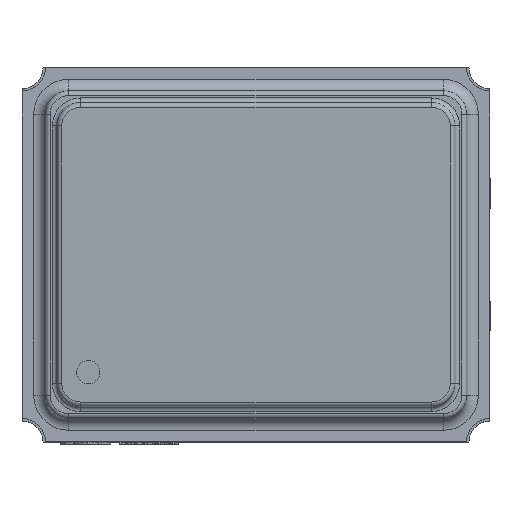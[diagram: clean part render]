
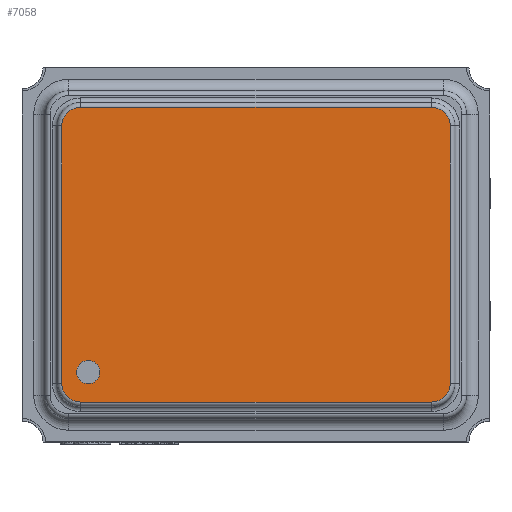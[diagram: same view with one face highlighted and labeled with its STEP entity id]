
A CAD part, top view. The second image highlights one B-rep face of the part: STEP entity #7058.
In plain terms, the highlighted planar face has unit normal (0, 0, 1).
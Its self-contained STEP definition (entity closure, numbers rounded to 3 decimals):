
#174 = ORIENTED_EDGE ( 'NONE', *, *, #4577, .T. ) ;
#211 = CARTESIAN_POINT ( 'NONE',  ( -0.83, 0.55, 0.28 ) ) ;
#336 = CARTESIAN_POINT ( 'NONE',  ( 0.75, -0.63, 0.28 ) ) ;
#777 = DIRECTION ( 'NONE',  ( 0., 0., -1. ) ) ;
#1055 = AXIS2_PLACEMENT_3D ( 'NONE', #10381, #10126, #6438 ) ;
#1096 = AXIS2_PLACEMENT_3D ( 'NONE', #7028, #14477, #9579 ) ;
#1269 = VERTEX_POINT ( 'NONE', #14582 ) ;
#1491 = VERTEX_POINT ( 'NONE', #1935 ) ;
#1514 = VERTEX_POINT ( 'NONE', #6955 ) ;
#1839 = VERTEX_POINT ( 'NONE', #12917 ) ;
#1935 = CARTESIAN_POINT ( 'NONE',  ( -0.83, -0.55, 0.28 ) ) ;
#2158 = VECTOR ( 'NONE', #8324, 1000. ) ;
#2202 = VECTOR ( 'NONE', #11935, 1000. ) ;
#2288 = CARTESIAN_POINT ( 'NONE',  ( -0.83, -0.65, 0.28 ) ) ;
#2520 = LINE ( 'NONE', #10082, #13382 ) ;
#2591 = AXIS2_PLACEMENT_3D ( 'NONE', #14658, #13315, #3719 ) ;
#2599 = DIRECTION ( 'NONE',  ( 1., 0., 0. ) ) ;
#2676 = CIRCLE ( 'NONE', #13220, 0.08 ) ;
#2908 = EDGE_CURVE ( 'NONE', #1269, #3347, #2520, .T. ) ;
#3296 = LINE ( 'NONE', #4295, #2158 ) ;
#3343 = ORIENTED_EDGE ( 'NONE', *, *, #15846, .F. ) ;
#3347 = VERTEX_POINT ( 'NONE', #336 ) ;
#3719 = DIRECTION ( 'NONE',  ( 1., 0., 0. ) ) ;
#4038 = EDGE_LOOP ( 'NONE', ( #3343, #9894, #6462, #5432, #14131, #6519, #9742, #174 ) ) ;
#4110 = VERTEX_POINT ( 'NONE', #211 ) ;
#4295 = CARTESIAN_POINT ( 'NONE',  ( 0.83, 0.65, 0.28 ) ) ;
#4577 = EDGE_CURVE ( 'NONE', #4110, #1491, #6158, .T. ) ;
#4589 = CARTESIAN_POINT ( 'NONE',  ( 0.75, -0.55, 0.28 ) ) ;
#4604 = EDGE_CURVE ( 'NONE', #4110, #10031, #10370, .T. ) ;
#4723 = DIRECTION ( 'NONE',  ( 1., 0., 0. ) ) ;
#4750 = FACE_BOUND ( 'NONE', #8733, .T. ) ;
#4752 = VERTEX_POINT ( 'NONE', #5668 ) ;
#4823 = CIRCLE ( 'NONE', #1055, 0.05 ) ;
#4870 = AXIS2_PLACEMENT_3D ( 'NONE', #15724, #8449, #9758 ) ;
#5082 = DIRECTION ( 'NONE',  ( 1., 0., 0. ) ) ;
#5333 = EDGE_CURVE ( 'NONE', #10540, #10031, #9481, .T. ) ;
#5432 = ORIENTED_EDGE ( 'NONE', *, *, #16037, .T. ) ;
#5593 = AXIS2_PLACEMENT_3D ( 'NONE', #7255, #12286, #4723 ) ;
#5668 = CARTESIAN_POINT ( 'NONE',  ( -0.667, -0.502, 0.28 ) ) ;
#5803 = DIRECTION ( 'NONE',  ( 1., 0., 0. ) ) ;
#6158 = LINE ( 'NONE', #2288, #8275 ) ;
#6438 = DIRECTION ( 'NONE',  ( 1., 0., 0. ) ) ;
#6462 = ORIENTED_EDGE ( 'NONE', *, *, #11109, .F. ) ;
#6519 = ORIENTED_EDGE ( 'NONE', *, *, #5333, .T. ) ;
#6955 = CARTESIAN_POINT ( 'NONE',  ( -0.767, -0.502, 0.28 ) ) ;
#6972 = ORIENTED_EDGE ( 'NONE', *, *, #10621, .F. ) ;
#7002 = CIRCLE ( 'NONE', #4870, 0.08 ) ;
#7028 = CARTESIAN_POINT ( 'NONE',  ( -0.717, -0.502, 0.28 ) ) ;
#7058 = ADVANCED_FACE ( 'NONE', ( #4750, #8374 ), #14733, .T. ) ;
#7255 = CARTESIAN_POINT ( 'NONE',  ( -0.75, -0.55, 0.28 ) ) ;
#7315 = DIRECTION ( 'NONE',  ( 0., 0., -1. ) ) ;
#8275 = VECTOR ( 'NONE', #12267, 1000. ) ;
#8324 = DIRECTION ( 'NONE',  ( 0., 1., 0. ) ) ;
#8374 = FACE_OUTER_BOUND ( 'NONE', #4038, .T. ) ;
#8449 = DIRECTION ( 'NONE',  ( 0., 0., -1. ) ) ;
#8733 = EDGE_LOOP ( 'NONE', ( #6972, #10538 ) ) ;
#9481 = LINE ( 'NONE', #14528, #2202 ) ;
#9579 = DIRECTION ( 'NONE',  ( 1., 0., 0. ) ) ;
#9742 = ORIENTED_EDGE ( 'NONE', *, *, #4604, .F. ) ;
#9758 = DIRECTION ( 'NONE',  ( 1., 0., 0. ) ) ;
#9894 = ORIENTED_EDGE ( 'NONE', *, *, #2908, .T. ) ;
#10031 = VERTEX_POINT ( 'NONE', #14676 ) ;
#10082 = CARTESIAN_POINT ( 'NONE',  ( 0.85, -0.63, 0.28 ) ) ;
#10126 = DIRECTION ( 'NONE',  ( 0., 0., 1. ) ) ;
#10370 = CIRCLE ( 'NONE', #14622, 0.08 ) ;
#10381 = CARTESIAN_POINT ( 'NONE',  ( -0.717, -0.502, 0.28 ) ) ;
#10538 = ORIENTED_EDGE ( 'NONE', *, *, #10759, .F. ) ;
#10540 = VERTEX_POINT ( 'NONE', #15136 ) ;
#10621 = EDGE_CURVE ( 'NONE', #4752, #1514, #14567, .T. ) ;
#10647 = VERTEX_POINT ( 'NONE', #15539 ) ;
#10759 = EDGE_CURVE ( 'NONE', #1514, #4752, #4823, .T. ) ;
#11109 = EDGE_CURVE ( 'NONE', #1839, #3347, #2676, .T. ) ;
#11935 = DIRECTION ( 'NONE',  ( -1., 0., 0. ) ) ;
#12267 = DIRECTION ( 'NONE',  ( 0., -1., 0. ) ) ;
#12286 = DIRECTION ( 'NONE',  ( 0., 0., -1. ) ) ;
#12917 = CARTESIAN_POINT ( 'NONE',  ( 0.83, -0.55, 0.28 ) ) ;
#13220 = AXIS2_PLACEMENT_3D ( 'NONE', #4589, #777, #5803 ) ;
#13315 = DIRECTION ( 'NONE',  ( 0., 0., 1. ) ) ;
#13382 = VECTOR ( 'NONE', #2599, 1000. ) ;
#14131 = ORIENTED_EDGE ( 'NONE', *, *, #14581, .F. ) ;
#14477 = DIRECTION ( 'NONE',  ( 0., 0., 1. ) ) ;
#14528 = CARTESIAN_POINT ( 'NONE',  ( -0.85, 0.63, 0.28 ) ) ;
#14567 = CIRCLE ( 'NONE', #1096, 0.05 ) ;
#14581 = EDGE_CURVE ( 'NONE', #10540, #10647, #7002, .T. ) ;
#14582 = CARTESIAN_POINT ( 'NONE',  ( -0.75, -0.63, 0.28 ) ) ;
#14622 = AXIS2_PLACEMENT_3D ( 'NONE', #16122, #7315, #5082 ) ;
#14658 = CARTESIAN_POINT ( 'NONE',  ( 0., 0., 0.28 ) ) ;
#14676 = CARTESIAN_POINT ( 'NONE',  ( -0.75, 0.63, 0.28 ) ) ;
#14733 = PLANE ( 'NONE',  #2591 ) ;
#15090 = CIRCLE ( 'NONE', #5593, 0.08 ) ;
#15136 = CARTESIAN_POINT ( 'NONE',  ( 0.75, 0.63, 0.28 ) ) ;
#15539 = CARTESIAN_POINT ( 'NONE',  ( 0.83, 0.55, 0.28 ) ) ;
#15724 = CARTESIAN_POINT ( 'NONE',  ( 0.75, 0.55, 0.28 ) ) ;
#15846 = EDGE_CURVE ( 'NONE', #1269, #1491, #15090, .T. ) ;
#16037 = EDGE_CURVE ( 'NONE', #1839, #10647, #3296, .T. ) ;
#16122 = CARTESIAN_POINT ( 'NONE',  ( -0.75, 0.55, 0.28 ) ) ;
